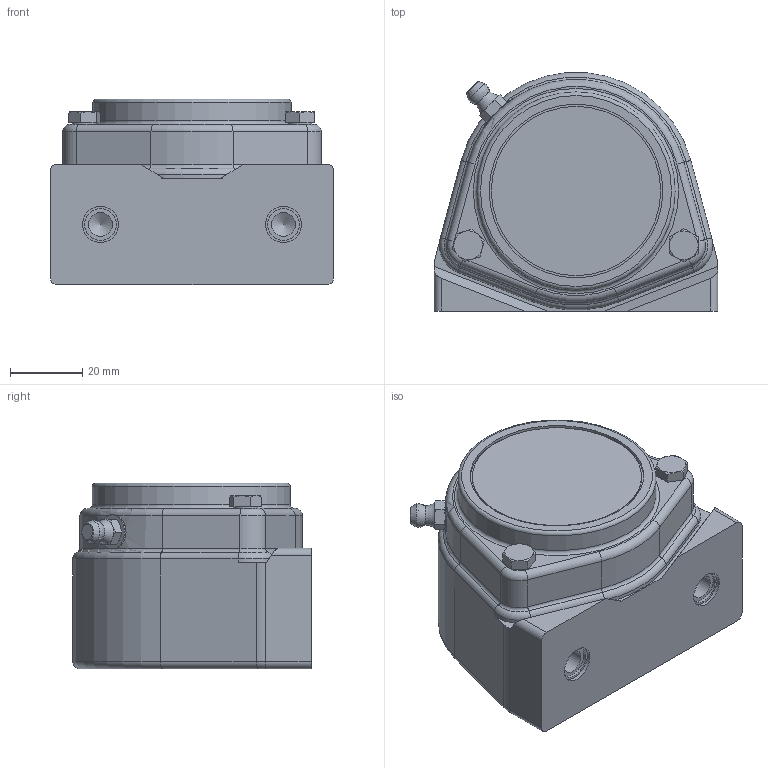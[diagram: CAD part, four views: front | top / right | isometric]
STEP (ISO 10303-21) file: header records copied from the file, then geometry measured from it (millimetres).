
FILE_DESCRIPTION(/* description */ (''),/* implementation_level */ '2;1');
FILE_NAME(/* name */ 'NG20S20.stp',/* time_stamp */ '2015-10-30T13:48:07+01:00',/* author */ ('fje'),/* organization */ (''),/* preprocessor_version */ 'ST-DEVELOPER v15.2',/* originating_system */ 'Autodesk Inventor 2014',/* authorisation */ '');
FILE_SCHEMA (('AUTOMOTIVE_DESIGN { 1 0 10303 214 3 1 1 }'));
Length unit declared in the file: millimetre
Products named in the file (1): Part91
Bounding box: 78.67 x 66.17 x 51.5 mm (x, y, z)
Volume: 148298.1 mm3; surface area: 50164.1 mm2
Topology: 6 solids, 16 shells, 434 faces, 1118 edges, 712 vertices
Faces by surface type: cylinder 155, plane 153, cone 71, torus 50, sphere 5
Full cylindrical faces by diameter (mm): 2.4 x1, 3 x4, 4.567 x2, 5 x2, 5.5 x2, 6 x2, 6.5 x4, 6.647 x2, 6.7 x2, 8.8 x2, 9 x1, 9.5 x2, 10 x2, 20 x2, 24.2 x1, 26.5 x1, 26.9 x2, 29.27 x2, 30 x1, 30.85 x1, 33 x1, 38.75 x1, 40.33 x4, 47 x2, 48.2 x1, 53.5 x2, 55 x1
Entity records: 13506 total; most frequent: CARTESIAN_POINT 3190, DIRECTION 2118, ORIENTED_EDGE 1984, EDGE_CURVE 972, AXIS2_PLACEMENT_3D 885, VERTEX_POINT 665, EDGE_LOOP 581, CIRCLE 449
